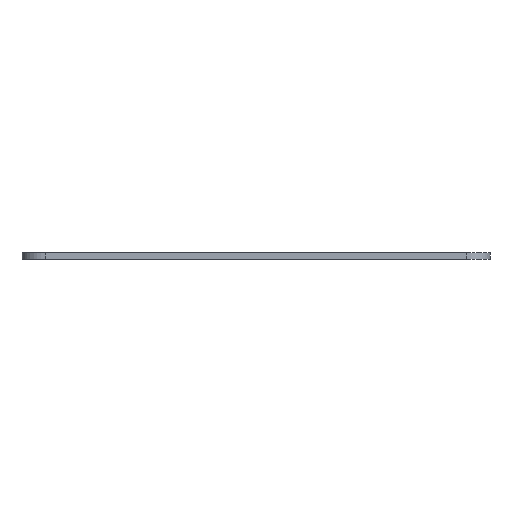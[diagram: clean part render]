
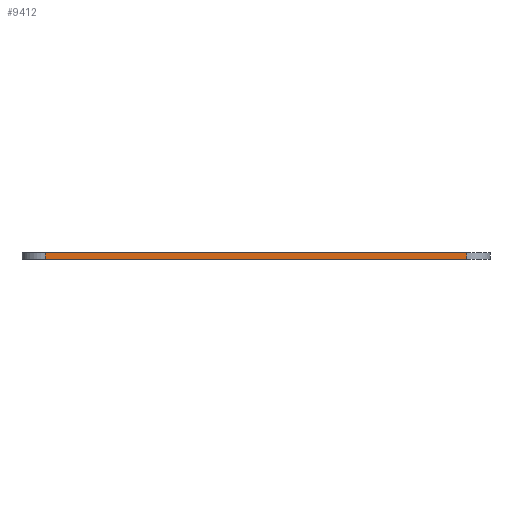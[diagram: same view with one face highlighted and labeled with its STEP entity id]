
A CAD part, left-side view. The second image highlights one B-rep face of the part: STEP entity #9412.
In plain terms, the highlighted planar face has unit normal (-1, 0, 0).
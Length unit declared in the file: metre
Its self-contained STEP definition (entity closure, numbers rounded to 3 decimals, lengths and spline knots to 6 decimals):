
#402=LINE('',#13114,#1270);
#499=LINE('',#13658,#1367);
#525=LINE('',#13747,#1393);
#526=LINE('',#13748,#1394);
#1270=VECTOR('',#10761,1.);
#1367=VECTOR('',#10960,1.);
#1393=VECTOR('',#11030,1.);
#1394=VECTOR('',#11031,1.);
#2765=ORIENTED_EDGE('',*,*,#5647,.F.);
#2766=ORIENTED_EDGE('',*,*,#5692,.T.);
#2767=ORIENTED_EDGE('',*,*,#5438,.T.);
#2768=ORIENTED_EDGE('',*,*,#5693,.T.);
#5438=EDGE_CURVE('',#6904,#6905,#402,.T.);
#5647=EDGE_CURVE('',#7113,#7114,#499,.T.);
#5692=EDGE_CURVE('',#7113,#6904,#525,.F.);
#5693=EDGE_CURVE('',#6905,#7114,#526,.T.);
#6904=VERTEX_POINT('',#13115);
#6905=VERTEX_POINT('',#13116);
#7113=VERTEX_POINT('',#13657);
#7114=VERTEX_POINT('',#13659);
#8070=EDGE_LOOP('',(#2765,#2766,#2767,#2768));
#8650=FACE_BOUND('',#8070,.T.);
#9187=PLANE('',#10092);
#9412=ADVANCED_FACE('',(#8650),#9187,.T.);
#10092=AXIS2_PLACEMENT_3D('',#13746,#11028,#11029);
#10761=DIRECTION('',(0.,1.,0.));
#10960=DIRECTION('',(0.,1.,0.));
#11028=DIRECTION('',(-1.,0.,0.));
#11029=DIRECTION('',(0.,-1.,0.));
#11030=DIRECTION('',(0.,0.,-1.));
#11031=DIRECTION('',(0.,0.,-1.));
#13114=CARTESIAN_POINT('',(-0.04613,0.01149,0.0015));
#13115=CARTESIAN_POINT('',(-0.04613,-0.034165,0.0015));
#13116=CARTESIAN_POINT('',(-0.04613,0.057145,0.0015));
#13657=CARTESIAN_POINT('',(-0.04613,-0.034165,0.));
#13658=CARTESIAN_POINT('',(-0.04613,0.01149,0.));
#13659=CARTESIAN_POINT('',(-0.04613,0.057145,0.));
#13746=CARTESIAN_POINT('',(-0.04613,0.01149,0.0015));
#13747=CARTESIAN_POINT('',(-0.04613,-0.034165,0.0015));
#13748=CARTESIAN_POINT('',(-0.04613,0.057145,0.));
